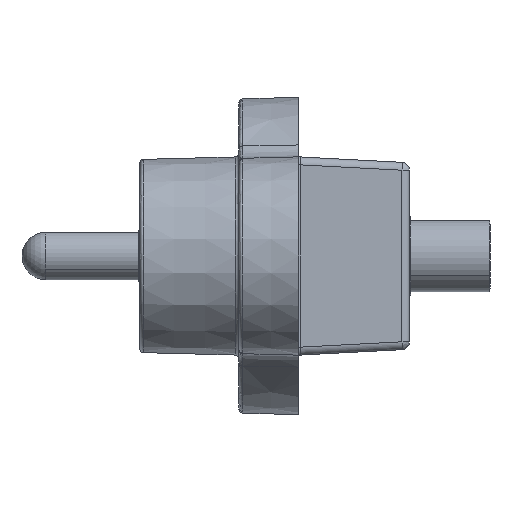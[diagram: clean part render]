
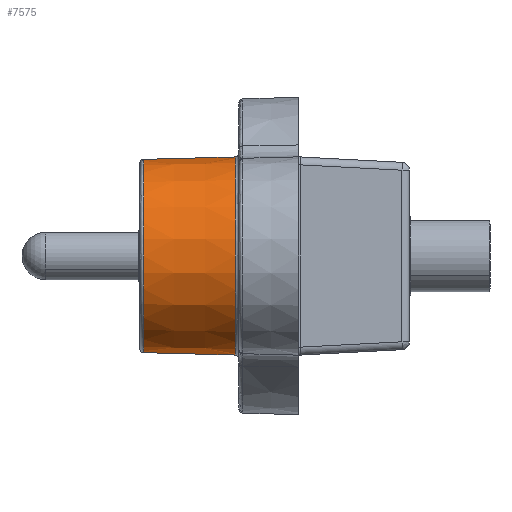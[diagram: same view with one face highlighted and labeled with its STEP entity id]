
A CAD part, left-side view. The second image highlights one B-rep face of the part: STEP entity #7575.
In plain terms, the highlighted conical face has half-angle 1.5 degrees and reference radius 2.497 mm.
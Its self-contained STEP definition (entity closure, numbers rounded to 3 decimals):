
#538 = VECTOR ( 'NONE', #3234, 1000. ) ;
#633 = CARTESIAN_POINT ( 'NONE',  ( 0., 1.5, -2.5 ) ) ;
#794 = CARTESIAN_POINT ( 'NONE',  ( 0., 3.903, -2.437 ) ) ;
#1015 = EDGE_CURVE ( 'NONE', #5688, #8129, #5383, .T. ) ;
#1177 = CARTESIAN_POINT ( 'NONE',  ( 0., 1.5, 2.5 ) ) ;
#1206 = CIRCLE ( 'NONE', #4363, 2.497 ) ;
#1362 = AXIS2_PLACEMENT_3D ( 'NONE', #1507, #2056, #8349 ) ;
#1446 = EDGE_CURVE ( 'NONE', #1566, #8129, #7540, .T. ) ;
#1507 = CARTESIAN_POINT ( 'NONE',  ( 0., 3.903, 0. ) ) ;
#1566 = VERTEX_POINT ( 'NONE', #1994 ) ;
#1994 = CARTESIAN_POINT ( 'NONE',  ( 0., 1.597, -2.497 ) ) ;
#2056 = DIRECTION ( 'NONE',  ( 0., -1., 0. ) ) ;
#2140 = FACE_OUTER_BOUND ( 'NONE', #2348, .T. ) ;
#2202 = DIRECTION ( 'NONE',  ( 0., 1., 0. ) ) ;
#2348 = EDGE_LOOP ( 'NONE', ( #5172, #6350, #4105, #8608 ) ) ;
#2360 = VECTOR ( 'NONE', #4630, 1000. ) ;
#2468 = CARTESIAN_POINT ( 'NONE',  ( 0., 3.903, 2.437 ) ) ;
#2810 = CONICAL_SURFACE ( 'NONE', #8533, 2.497, 0.026 ) ;
#2815 = CARTESIAN_POINT ( 'NONE',  ( 0., 1.597, 0. ) ) ;
#3234 = DIRECTION ( 'NONE',  ( 0., -1., 0.026 ) ) ;
#3265 = VERTEX_POINT ( 'NONE', #8777 ) ;
#4105 = ORIENTED_EDGE ( 'NONE', *, *, #1446, .F. ) ;
#4136 = DIRECTION ( 'NONE',  ( 0., 0., -1. ) ) ;
#4363 = AXIS2_PLACEMENT_3D ( 'NONE', #5613, #2202, #6397 ) ;
#4630 = DIRECTION ( 'NONE',  ( 0., 1., 0.026 ) ) ;
#5172 = ORIENTED_EDGE ( 'NONE', *, *, #6712, .F. ) ;
#5383 = CIRCLE ( 'NONE', #1362, 2.437 ) ;
#5613 = CARTESIAN_POINT ( 'NONE',  ( 0., 1.597, 0. ) ) ;
#5688 = VERTEX_POINT ( 'NONE', #2468 ) ;
#6350 = ORIENTED_EDGE ( 'NONE', *, *, #1015, .T. ) ;
#6397 = DIRECTION ( 'NONE',  ( 0., 0., -1. ) ) ;
#6712 = EDGE_CURVE ( 'NONE', #5688, #3265, #8144, .T. ) ;
#6871 = EDGE_CURVE ( 'NONE', #1566, #3265, #1206, .T. ) ;
#7540 = LINE ( 'NONE', #633, #2360 ) ;
#7551 = DIRECTION ( 'NONE',  ( 0., -1., 0. ) ) ;
#7575 = ADVANCED_FACE ( 'NONE', ( #2140 ), #2810, .T. ) ;
#8129 = VERTEX_POINT ( 'NONE', #794 ) ;
#8144 = LINE ( 'NONE', #1177, #538 ) ;
#8349 = DIRECTION ( 'NONE',  ( 0., 0., -1. ) ) ;
#8533 = AXIS2_PLACEMENT_3D ( 'NONE', #2815, #7551, #4136 ) ;
#8608 = ORIENTED_EDGE ( 'NONE', *, *, #6871, .T. ) ;
#8777 = CARTESIAN_POINT ( 'NONE',  ( 0., 1.597, 2.497 ) ) ;
